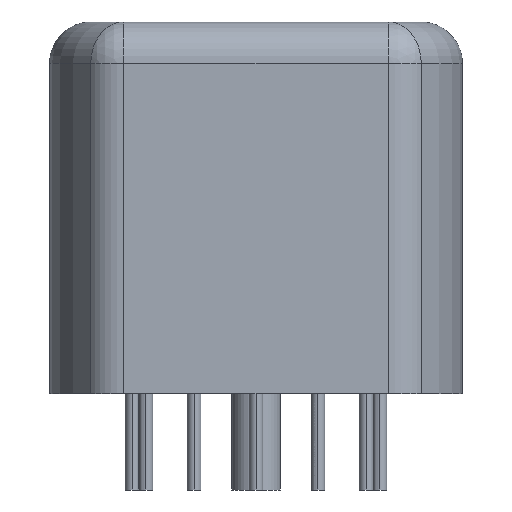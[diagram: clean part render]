
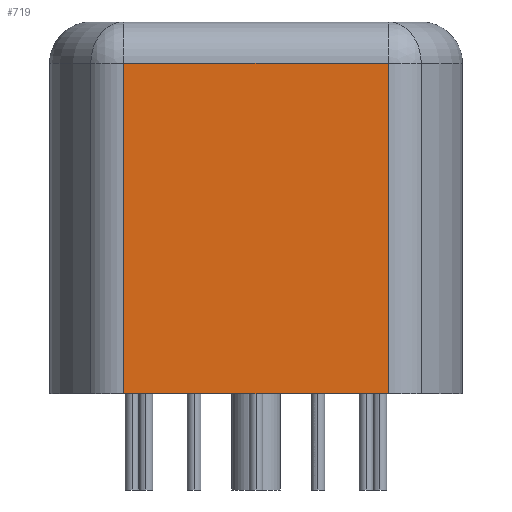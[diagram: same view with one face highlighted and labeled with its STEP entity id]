
A CAD part, left-side view. The second image highlights one B-rep face of the part: STEP entity #719.
In plain terms, the highlighted planar face has unit normal (-1, 0, 0).
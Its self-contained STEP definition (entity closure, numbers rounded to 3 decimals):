
#41 = VERTEX_POINT ( 'NONE', #1077 ) ;
#48 = VECTOR ( 'NONE', #1170, 1000. ) ;
#58 = CARTESIAN_POINT ( 'NONE',  ( -10., -9.624, 24. ) ) ;
#158 = CARTESIAN_POINT ( 'NONE',  ( -10., -11., 27. ) ) ;
#201 = EDGE_CURVE ( 'NONE', #493, #1165, #848, .T. ) ;
#208 = CARTESIAN_POINT ( 'NONE',  ( -10., -11., 24. ) ) ;
#218 = LINE ( 'NONE', #235, #48 ) ;
#230 = CARTESIAN_POINT ( 'NONE',  ( -10., 9.624, 0. ) ) ;
#235 = CARTESIAN_POINT ( 'NONE',  ( -10., -9.624, 27. ) ) ;
#325 = LINE ( 'NONE', #769, #472 ) ;
#341 = DIRECTION ( 'NONE',  ( 0., 1., 0. ) ) ;
#395 = ORIENTED_EDGE ( 'NONE', *, *, #1261, .T. ) ;
#472 = VECTOR ( 'NONE', #1117, 1000. ) ;
#493 = VERTEX_POINT ( 'NONE', #230 ) ;
#497 = CARTESIAN_POINT ( 'NONE',  ( -10., -9.624, 0. ) ) ;
#522 = EDGE_CURVE ( 'NONE', #1165, #882, #218, .T. ) ;
#625 = AXIS2_PLACEMENT_3D ( 'NONE', #158, #1469, #886 ) ;
#702 = ORIENTED_EDGE ( 'NONE', *, *, #1278, .T. ) ;
#709 = LINE ( 'NONE', #208, #1380 ) ;
#719 = ADVANCED_FACE ( 'NONE', ( #1206 ), #1481, .F. ) ;
#769 = CARTESIAN_POINT ( 'NONE',  ( -10., 9.624, 27. ) ) ;
#848 = LINE ( 'NONE', #1132, #927 ) ;
#882 = VERTEX_POINT ( 'NONE', #58 ) ;
#886 = DIRECTION ( 'NONE',  ( 0., 0., -1. ) ) ;
#927 = VECTOR ( 'NONE', #1257, 1000. ) ;
#1049 = EDGE_LOOP ( 'NONE', ( #1328, #702, #395, #1168 ) ) ;
#1077 = CARTESIAN_POINT ( 'NONE',  ( -10., 9.624, 24. ) ) ;
#1117 = DIRECTION ( 'NONE',  ( 0., 0., -1. ) ) ;
#1132 = CARTESIAN_POINT ( 'NONE',  ( -10., -11., 0. ) ) ;
#1165 = VERTEX_POINT ( 'NONE', #497 ) ;
#1168 = ORIENTED_EDGE ( 'NONE', *, *, #201, .T. ) ;
#1170 = DIRECTION ( 'NONE',  ( 0., 0., 1. ) ) ;
#1206 = FACE_OUTER_BOUND ( 'NONE', #1049, .T. ) ;
#1257 = DIRECTION ( 'NONE',  ( 0., -1., 0. ) ) ;
#1261 = EDGE_CURVE ( 'NONE', #41, #493, #325, .T. ) ;
#1278 = EDGE_CURVE ( 'NONE', #882, #41, #709, .T. ) ;
#1328 = ORIENTED_EDGE ( 'NONE', *, *, #522, .T. ) ;
#1380 = VECTOR ( 'NONE', #341, 1000. ) ;
#1469 = DIRECTION ( 'NONE',  ( 1., 0., 0. ) ) ;
#1481 = PLANE ( 'NONE',  #625 ) ;
